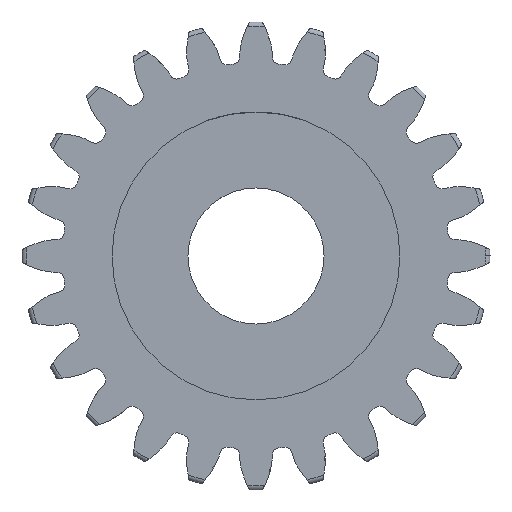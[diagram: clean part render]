
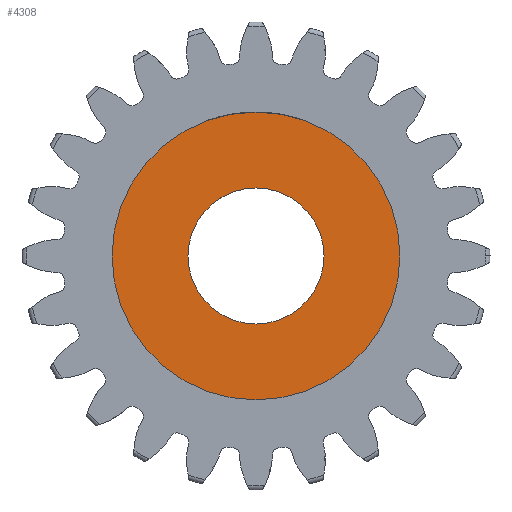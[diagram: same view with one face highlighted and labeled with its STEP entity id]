
A CAD part, left-side view. The second image highlights one B-rep face of the part: STEP entity #4308.
In plain terms, the highlighted planar face has unit normal (-1, 0, 0).
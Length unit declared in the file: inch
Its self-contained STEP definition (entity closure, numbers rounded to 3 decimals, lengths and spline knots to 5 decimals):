
#78 = DIRECTION ( 'NONE',  ( -1., 0., 0. ) ) ;
#88 = FACE_OUTER_BOUND ( 'NONE', #4207, .T. ) ;
#203 = CARTESIAN_POINT ( 'NONE',  ( -0.375, 0., 0. ) ) ;
#299 = AXIS2_PLACEMENT_3D ( 'NONE', #203, #5384, #940 ) ;
#339 = DIRECTION ( 'NONE',  ( 0., -1., 0. ) ) ;
#385 = DIRECTION ( 'NONE',  ( -1., 0., 0. ) ) ;
#710 = DIRECTION ( 'NONE',  ( 0., 0., -1. ) ) ;
#858 = CARTESIAN_POINT ( 'NONE',  ( -0.375, 0.24985, 0. ) ) ;
#863 = CIRCLE ( 'NONE', #4286, 0.11811 ) ;
#940 = DIRECTION ( 'NONE',  ( 0., 0., -1. ) ) ;
#1113 = CARTESIAN_POINT ( 'NONE',  ( -0.375, 0., 0.11811 ) ) ;
#1835 = FACE_BOUND ( 'NONE', #4040, .T. ) ;
#2257 = VERTEX_POINT ( 'NONE', #5207 ) ;
#2360 = AXIS2_PLACEMENT_3D ( 'NONE', #9232, #4773, #339 ) ;
#3072 = ORIENTED_EDGE ( 'NONE', *, *, #7194, .T. ) ;
#3131 = VERTEX_POINT ( 'NONE', #858 ) ;
#3282 = ORIENTED_EDGE ( 'NONE', *, *, #9065, .T. ) ;
#3536 = CIRCLE ( 'NONE', #299, 0.11811 ) ;
#4040 = EDGE_LOOP ( 'NONE', ( #3072, #5431 ) ) ;
#4129 = VERTEX_POINT ( 'NONE', #1113 ) ;
#4181 = CARTESIAN_POINT ( 'NONE',  ( -0.375, -0.24985, 0. ) ) ;
#4207 = EDGE_LOOP ( 'NONE', ( #3282, #4595 ) ) ;
#4286 = AXIS2_PLACEMENT_3D ( 'NONE', #9603, #5141, #710 ) ;
#4308 = ADVANCED_FACE ( 'NONE', ( #1835, #88 ), #5233, .T. ) ;
#4595 = ORIENTED_EDGE ( 'NONE', *, *, #5522, .T. ) ;
#4773 = DIRECTION ( 'NONE',  ( -1., 0., 0. ) ) ;
#4829 = CARTESIAN_POINT ( 'NONE',  ( -0.375, 0., 0. ) ) ;
#5141 = DIRECTION ( 'NONE',  ( 1., 0., 0. ) ) ;
#5207 = CARTESIAN_POINT ( 'NONE',  ( -0.375, 0., -0.11811 ) ) ;
#5233 = PLANE ( 'NONE',  #6756 ) ;
#5261 = DIRECTION ( 'NONE',  ( 0., -1., 0. ) ) ;
#5384 = DIRECTION ( 'NONE',  ( 1., 0., 0. ) ) ;
#5431 = ORIENTED_EDGE ( 'NONE', *, *, #7070, .T. ) ;
#5522 = EDGE_CURVE ( 'NONE', #6102, #3131, #5541, .T. ) ;
#5541 = CIRCLE ( 'NONE', #7198, 0.24985 ) ;
#5574 = DIRECTION ( 'NONE',  ( 0., -1., 0. ) ) ;
#5831 = CIRCLE ( 'NONE', #2360, 0.24985 ) ;
#6102 = VERTEX_POINT ( 'NONE', #4181 ) ;
#6756 = AXIS2_PLACEMENT_3D ( 'NONE', #8226, #78, #5261 ) ;
#7070 = EDGE_CURVE ( 'NONE', #4129, #2257, #3536, .T. ) ;
#7194 = EDGE_CURVE ( 'NONE', #2257, #4129, #863, .T. ) ;
#7198 = AXIS2_PLACEMENT_3D ( 'NONE', #4829, #385, #5574 ) ;
#8226 = CARTESIAN_POINT ( 'NONE',  ( -0.375, 0., 0. ) ) ;
#9065 = EDGE_CURVE ( 'NONE', #3131, #6102, #5831, .T. ) ;
#9232 = CARTESIAN_POINT ( 'NONE',  ( -0.375, 0., 0. ) ) ;
#9603 = CARTESIAN_POINT ( 'NONE',  ( -0.375, 0., 0. ) ) ;
